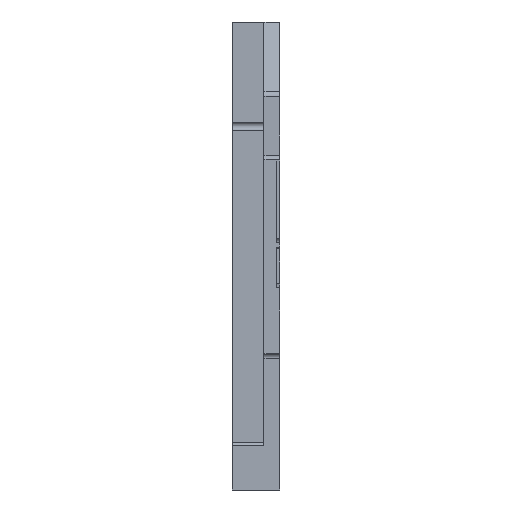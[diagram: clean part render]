
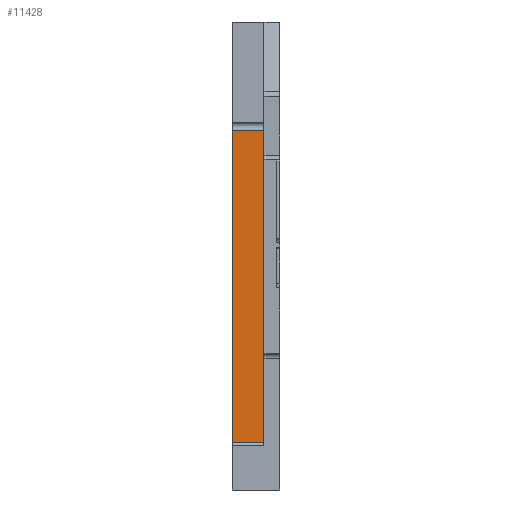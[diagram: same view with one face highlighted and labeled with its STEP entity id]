
A CAD part, front view. The second image highlights one B-rep face of the part: STEP entity #11428.
In plain terms, the highlighted planar face has unit normal (0, -1, 0).
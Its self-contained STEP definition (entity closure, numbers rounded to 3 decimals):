
#72 = EDGE_LOOP ( 'NONE', ( #2016, #18669, #4083, #18286 ) ) ;
#136 = VERTEX_POINT ( 'NONE', #27929 ) ;
#262 = VERTEX_POINT ( 'NONE', #2335 ) ;
#1627 = CARTESIAN_POINT ( 'NONE',  ( 20., -178.541, 211.19 ) ) ;
#1905 = DIRECTION ( 'NONE',  ( 0., 0., 1. ) ) ;
#2016 = ORIENTED_EDGE ( 'NONE', *, *, #2552, .F. ) ;
#2335 = CARTESIAN_POINT ( 'NONE',  ( 20., -178.541, -61.81 ) ) ;
#2552 = EDGE_CURVE ( 'NONE', #136, #262, #16689, .T. ) ;
#2734 = VERTEX_POINT ( 'NONE', #24088 ) ;
#2745 = VECTOR ( 'NONE', #9811, 1000. ) ;
#2840 = VECTOR ( 'NONE', #16842, 1000. ) ;
#3762 = LINE ( 'NONE', #27670, #2840 ) ;
#4083 = ORIENTED_EDGE ( 'NONE', *, *, #6078, .T. ) ;
#4192 = CARTESIAN_POINT ( 'NONE',  ( 0., -178.541, 134.958 ) ) ;
#6072 = DIRECTION ( 'NONE',  ( 0., 0., -1. ) ) ;
#6078 = EDGE_CURVE ( 'NONE', #27280, #2734, #27596, .T. ) ;
#7289 = VECTOR ( 'NONE', #24492, 1000. ) ;
#9811 = DIRECTION ( 'NONE',  ( 0., 0., -1. ) ) ;
#11428 = ADVANCED_FACE ( 'NONE', ( #24078 ), #16971, .F. ) ;
#11624 = CARTESIAN_POINT ( 'NONE',  ( 30., -178.541, 134.958 ) ) ;
#12782 = CARTESIAN_POINT ( 'NONE',  ( 0., -178.541, 211.19 ) ) ;
#15279 = DIRECTION ( 'NONE',  ( 0., 1., 0. ) ) ;
#16689 = LINE ( 'NONE', #1627, #2745 ) ;
#16842 = DIRECTION ( 'NONE',  ( 1., 0., 0. ) ) ;
#16971 = PLANE ( 'NONE',  #27928 ) ;
#17055 = EDGE_CURVE ( 'NONE', #136, #27280, #24223, .T. ) ;
#18286 = ORIENTED_EDGE ( 'NONE', *, *, #26116, .T. ) ;
#18353 = VECTOR ( 'NONE', #6072, 1000. ) ;
#18669 = ORIENTED_EDGE ( 'NONE', *, *, #17055, .T. ) ;
#23531 = CARTESIAN_POINT ( 'NONE',  ( 20., -178.541, 211.19 ) ) ;
#24078 = FACE_OUTER_BOUND ( 'NONE', #72, .T. ) ;
#24088 = CARTESIAN_POINT ( 'NONE',  ( 0., -178.541, -61.81 ) ) ;
#24223 = LINE ( 'NONE', #11624, #7289 ) ;
#24492 = DIRECTION ( 'NONE',  ( -1., 0., 0. ) ) ;
#26116 = EDGE_CURVE ( 'NONE', #2734, #262, #3762, .T. ) ;
#27280 = VERTEX_POINT ( 'NONE', #4192 ) ;
#27596 = LINE ( 'NONE', #12782, #18353 ) ;
#27670 = CARTESIAN_POINT ( 'NONE',  ( 20., -178.541, -61.81 ) ) ;
#27928 = AXIS2_PLACEMENT_3D ( 'NONE', #23531, #15279, #1905 ) ;
#27929 = CARTESIAN_POINT ( 'NONE',  ( 20., -178.541, 134.958 ) ) ;
